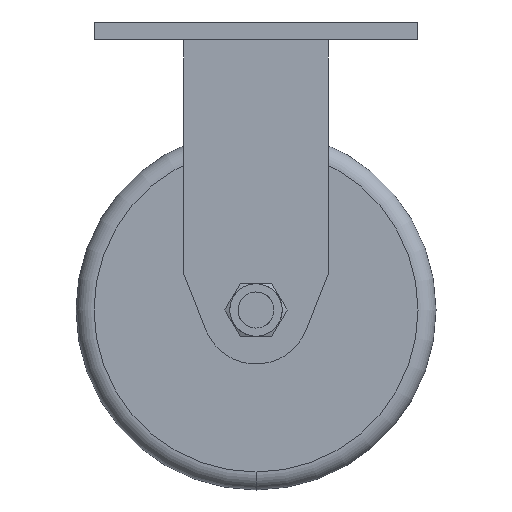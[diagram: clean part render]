
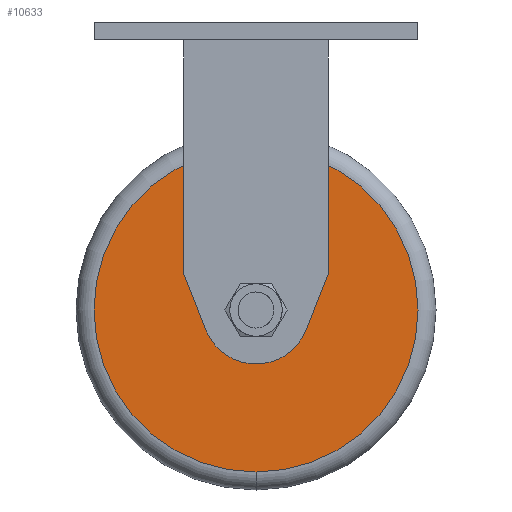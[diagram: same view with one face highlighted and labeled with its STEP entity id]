
A CAD part, left-side view. The second image highlights one B-rep face of the part: STEP entity #10633.
In plain terms, the highlighted planar face has unit normal (-1, 0, 0).
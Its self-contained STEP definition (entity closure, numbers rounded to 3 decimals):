
#10391=CARTESIAN_POINT('',(-1.,0.,0.25));
#10392=VERTEX_POINT('',#10391);
#10418=CARTESIAN_POINT('',(-1.,0.,4.75));
#10419=VERTEX_POINT('',#10418);
#10427=CARTESIAN_POINT('',(-1.,-2.25,2.5));
#10428=VERTEX_POINT('',#10427);
#10429=CARTESIAN_POINT('',(-1.,0.,2.5));
#10430=DIRECTION('',(1.0,0.0,0.0));
#10431=DIRECTION('',(0.0,1.0,0.0));
#10432=AXIS2_PLACEMENT_3D('',#10429,#10430,#10431);
#10433=CIRCLE('',#10432,2.25);
#10434=EDGE_CURVE('',#10419,#10428,#10433,.T.);
#10436=CARTESIAN_POINT('',(-1.,0.,2.5));
#10437=DIRECTION('',(1.0,0.0,0.0));
#10438=DIRECTION('',(0.0,1.0,0.0));
#10439=AXIS2_PLACEMENT_3D('',#10436,#10437,#10438);
#10440=CIRCLE('',#10439,2.25);
#10441=EDGE_CURVE('',#10428,#10392,#10440,.T.);
#10610=CARTESIAN_POINT('',(-1.,0.,2.5));
#10611=DIRECTION('',(1.0,0.0,0.0));
#10612=DIRECTION('',(0.0,1.0,0.0));
#10613=AXIS2_PLACEMENT_3D('',#10610,#10611,#10612);
#10614=CIRCLE('',#10613,2.25);
#10615=EDGE_CURVE('',#10392,#10419,#10614,.T.);
#10623=CARTESIAN_POINT('',(-1.,-2.5,2.5));
#10624=DIRECTION('',(-1.0,0.0,0.0));
#10625=DIRECTION('',(0.0,0.0,1.0));
#10626=AXIS2_PLACEMENT_3D('',#10623,#10624,#10625);
#10627=PLANE('',#10626);
#10628=ORIENTED_EDGE('',*,*,#10441,.F.);
#10629=ORIENTED_EDGE('',*,*,#10434,.F.);
#10630=ORIENTED_EDGE('',*,*,#10615,.F.);
#10631=EDGE_LOOP('',(#10628,#10629,#10630));
#10632=FACE_OUTER_BOUND('',#10631,.T.);
#10633=ADVANCED_FACE('',(#10632),#10627,.T.);
